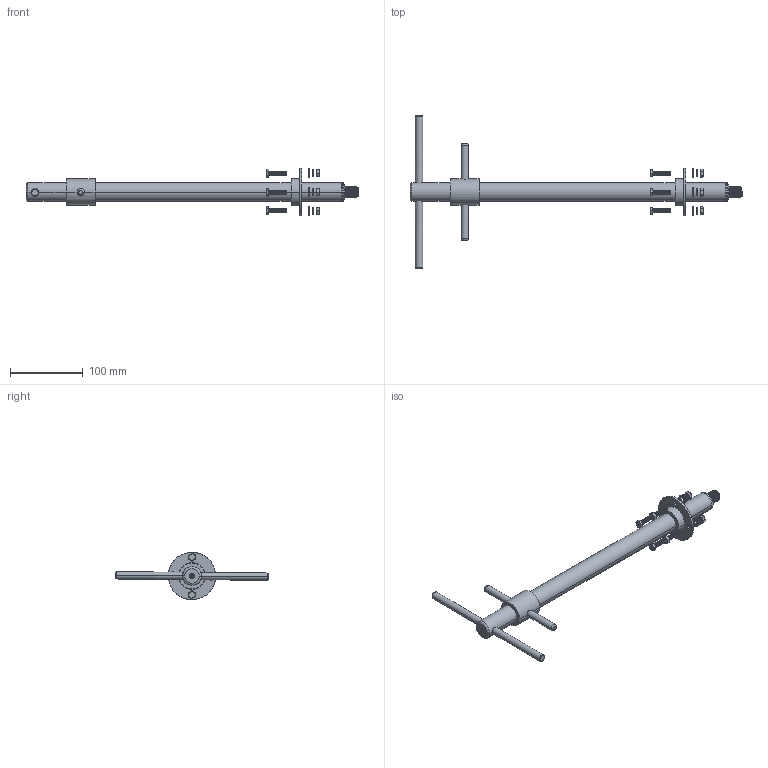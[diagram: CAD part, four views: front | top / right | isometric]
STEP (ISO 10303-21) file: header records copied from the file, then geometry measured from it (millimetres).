
FILE_DESCRIPTION (( 'STEP AP214' ), '1' );
FILE_NAME ('HGFH-915EG.STEP', '2013-08-21T14:38:28', ( 'L-Com' ), ( 'L-Com Global Connectivity' ), 'SwSTEP 2.0', 'SolidWorks 2012', '' );
FILE_SCHEMA (( 'AUTOMOTIVE_DESIGN' ));
Length unit declared in the file: inch
Products named in the file (6): Grid-1_hexnut; Grid-1_LockWasher; Grid-1_FlatWasher; .25-20x1.0 Bolt-hex; HGHF-915EG_Feed Horn; HGFH-915EG
Assembly tree (17 placements, depth 2):
  HGFH-915EG
    HGHF-915EG_Feed Horn
    .25-20x1.0 Bolt-hex  x4
    Grid-1_FlatWasher  x4
    Grid-1_LockWasher  x4
    Grid-1_hexnut  x4
Bounding box: 457.07 x 209.62 x 65.63 mm (x, y, z)
Volume: 295394.2 mm3; surface area: 63322.7 mm2
Topology: 17 solids, 17 shells, 905 faces, 1910 edges, 1055 vertices
Faces by surface type: cone 594, plane 127, torus 102, cylinder 82
Entity records: 14075 total; most frequent: CARTESIAN_POINT 2213, DIRECTION 1854, ORIENTED_EDGE 1512, AXIS2_PLACEMENT_3D 766, EDGE_CURVE 756, VERTEX_POINT 425, CIRCLE 390, EDGE_LOOP 383
